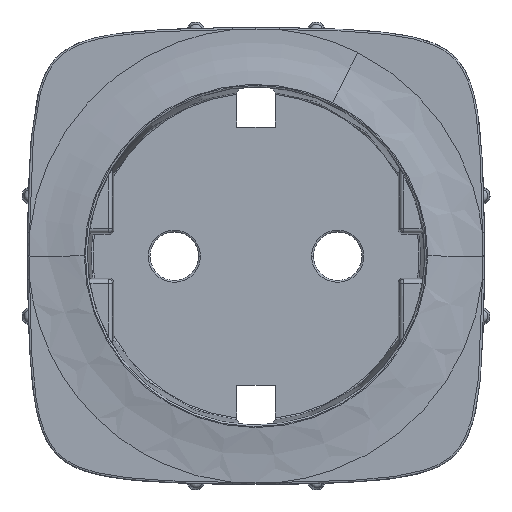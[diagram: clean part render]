
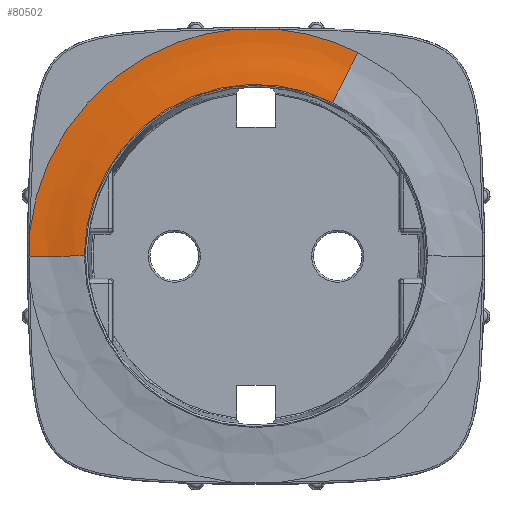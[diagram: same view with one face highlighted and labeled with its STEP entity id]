
A CAD part, top view. The second image highlights one B-rep face of the part: STEP entity #80502.
In plain terms, the highlighted free-form (B-spline) face has degree [5, 4] with [9, 5] control points.
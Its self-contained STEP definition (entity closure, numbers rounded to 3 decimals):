
#26124=AXIS2_PLACEMENT_3D('Circle Axis2P3D',#26122,#26123,$) ;
#26117=CARTESIAN_POINT('Vertex',(8.922,17.844,11.8)) ;
#26122=CARTESIAN_POINT('Axis2P3D Location',(0.,0.,11.8)) ;
#26126=CARTESIAN_POINT('Vertex',(-19.95,0.,11.8)) ;
#80342=CARTESIAN_POINT('Control Point',(-26.322,-0.005,11.)) ;
#80343=CARTESIAN_POINT('Control Point',(-25.04,-0.056,11.001)) ;
#80344=CARTESIAN_POINT('Control Point',(-23.773,-0.101,11.019)) ;
#80345=CARTESIAN_POINT('Control Point',(-22.507,-0.048,11.339)) ;
#80346=CARTESIAN_POINT('Control Point',(-21.233,0.051,11.8)) ;
#80347=CARTESIAN_POINT('Control Point',(-19.95,0.,11.8)) ;
#80348=CARTESIAN_POINT('Vertex',(-26.322,-0.005,11.)) ;
#80384=CARTESIAN_POINT('Control Point',(11.829,23.658,11.)) ;
#80385=CARTESIAN_POINT('Control Point',(11.097,22.193,11.)) ;
#80386=CARTESIAN_POINT('Control Point',(10.375,20.751,11.)) ;
#80387=CARTESIAN_POINT('Control Point',(9.654,19.308,11.8)) ;
#80388=CARTESIAN_POINT('Control Point',(8.922,17.844,11.8)) ;
#80389=CARTESIAN_POINT('Control Point',(5.408,26.868,11.)) ;
#80390=CARTESIAN_POINT('Control Point',(5.073,25.205,11.)) ;
#80391=CARTESIAN_POINT('Control Point',(4.743,23.567,11.)) ;
#80392=CARTESIAN_POINT('Control Point',(4.413,21.929,11.8)) ;
#80393=CARTESIAN_POINT('Control Point',(4.079,20.265,11.8)) ;
#80394=CARTESIAN_POINT('Control Point',(-2.103,27.9,11.)) ;
#80395=CARTESIAN_POINT('Control Point',(-2.032,26.203,11.)) ;
#80396=CARTESIAN_POINT('Control Point',(-1.963,24.531,11.)) ;
#80397=CARTESIAN_POINT('Control Point',(-1.657,22.741,11.8)) ;
#80398=CARTESIAN_POINT('Control Point',(-1.586,21.044,11.8)) ;
#80399=CARTESIAN_POINT('Control Point',(-9.688,26.25,11.)) ;
#80400=CARTESIAN_POINT('Control Point',(-9.217,24.592,11.)) ;
#80401=CARTESIAN_POINT('Control Point',(-8.755,22.969,11.)) ;
#80402=CARTESIAN_POINT('Control Point',(-7.778,21.457,11.8)) ;
#80403=CARTESIAN_POINT('Control Point',(-7.307,19.799,11.8)) ;
#80404=CARTESIAN_POINT('Control Point',(-19.288,20.158,11.)) ;
#80405=CARTESIAN_POINT('Control Point',(-18.204,18.807,11.)) ;
#80406=CARTESIAN_POINT('Control Point',(-17.145,17.486,11.)) ;
#80407=CARTESIAN_POINT('Control Point',(-15.632,16.556,11.8)) ;
#80408=CARTESIAN_POINT('Control Point',(-14.548,15.204,11.8)) ;
#80409=CARTESIAN_POINT('Control Point',(-24.622,10.629,11.)) ;
#80410=CARTESIAN_POINT('Control Point',(-23.145,9.867,11.)) ;
#80411=CARTESIAN_POINT('Control Point',(-21.696,9.119,11.)) ;
#80412=CARTESIAN_POINT('Control Point',(-20.049,8.779,11.8)) ;
#80413=CARTESIAN_POINT('Control Point',(-18.572,8.017,11.8)) ;
#80414=CARTESIAN_POINT('Control Point',(-25.841,7.18,11.)) ;
#80415=CARTESIAN_POINT('Control Point',(-24.267,6.641,11.)) ;
#80416=CARTESIAN_POINT('Control Point',(-22.722,6.111,11.)) ;
#80417=CARTESIAN_POINT('Control Point',(-21.064,5.955,11.8)) ;
#80418=CARTESIAN_POINT('Control Point',(-19.491,5.416,11.8)) ;
#80419=CARTESIAN_POINT('Control Point',(-26.45,3.59,11.)) ;
#80420=CARTESIAN_POINT('Control Point',(-24.824,3.288,11.)) ;
#80421=CARTESIAN_POINT('Control Point',(-23.225,2.99,11.)) ;
#80422=CARTESIAN_POINT('Control Point',(-21.576,3.011,11.8)) ;
#80423=CARTESIAN_POINT('Control Point',(-19.95,2.708,11.8)) ;
#80424=CARTESIAN_POINT('Control Point',(-26.45,0.,11.)) ;
#80425=CARTESIAN_POINT('Control Point',(-24.814,-0.066,11.)) ;
#80426=CARTESIAN_POINT('Control Point',(-23.205,-0.13,11.)) ;
#80427=CARTESIAN_POINT('Control Point',(-21.586,0.066,11.8)) ;
#80428=CARTESIAN_POINT('Control Point',(-19.95,0.,11.8)) ;
#80430=CARTESIAN_POINT('Control Point',(-26.312,2.696,11.)) ;
#80431=CARTESIAN_POINT('Control Point',(-26.001,5.73,11.)) ;
#80432=CARTESIAN_POINT('Control Point',(-25.253,8.718,11.)) ;
#80433=CARTESIAN_POINT('Control Point',(-24.077,11.575,11.)) ;
#80434=CARTESIAN_POINT('Control Point',(-20.351,17.859,11.)) ;
#80435=CARTESIAN_POINT('Control Point',(-14.701,22.593,11.)) ;
#80436=CARTESIAN_POINT('Control Point',(-10.928,24.639,11.)) ;
#80437=CARTESIAN_POINT('Control Point',(-6.856,25.886,11.)) ;
#80438=CARTESIAN_POINT('Control Point',(-2.699,26.312,11.)) ;
#80439=CARTESIAN_POINT('Vertex',(-26.312,2.696,11.)) ;
#80441=CARTESIAN_POINT('Vertex',(-2.699,26.312,11.)) ;
#80445=CARTESIAN_POINT('Control Point',(-26.312,2.696,11.)) ;
#80446=CARTESIAN_POINT('Control Point',(-26.319,1.793,11.)) ;
#80447=CARTESIAN_POINT('Control Point',(-26.322,0.896,11.)) ;
#80448=CARTESIAN_POINT('Control Point',(-26.322,0.,11.)) ;
#80449=CARTESIAN_POINT('Vertex',(-26.322,0.,11.)) ;
#80453=CARTESIAN_POINT('Control Point',(-26.322,0.,11.)) ;
#80454=CARTESIAN_POINT('Control Point',(-26.322,-0.003,11.)) ;
#80455=CARTESIAN_POINT('Control Point',(-26.322,-0.005,11.)) ;
#80458=CARTESIAN_POINT('Control Point',(11.829,23.658,11.)) ;
#80459=CARTESIAN_POINT('Control Point',(11.243,22.486,11.)) ;
#80460=CARTESIAN_POINT('Control Point',(10.664,21.328,11.)) ;
#80461=CARTESIAN_POINT('Control Point',(10.087,20.174,11.32)) ;
#80462=CARTESIAN_POINT('Control Point',(9.508,19.015,11.8)) ;
#80463=CARTESIAN_POINT('Control Point',(8.922,17.844,11.8)) ;
#80464=CARTESIAN_POINT('Vertex',(11.829,23.658,11.)) ;
#80468=CARTESIAN_POINT('Control Point',(2.696,26.312,11.)) ;
#80469=CARTESIAN_POINT('Control Point',(4.597,26.118,11.)) ;
#80470=CARTESIAN_POINT('Control Point',(6.482,25.751,11.)) ;
#80471=CARTESIAN_POINT('Control Point',(8.329,25.214,11.)) ;
#80472=CARTESIAN_POINT('Control Point',(10.117,24.513,11.)) ;
#80473=CARTESIAN_POINT('Control Point',(11.829,23.658,11.)) ;
#80474=CARTESIAN_POINT('Vertex',(2.696,26.312,11.)) ;
#80478=CARTESIAN_POINT('Control Point',(2.696,26.312,11.)) ;
#80479=CARTESIAN_POINT('Control Point',(1.802,26.319,11.)) ;
#80480=CARTESIAN_POINT('Control Point',(0.901,26.322,11.)) ;
#80481=CARTESIAN_POINT('Control Point',(0.,26.322,11.)) ;
#80482=CARTESIAN_POINT('Vertex',(0.,26.322,11.)) ;
#80486=CARTESIAN_POINT('Control Point',(0.,26.322,11.)) ;
#80487=CARTESIAN_POINT('Control Point',(-0.904,26.322,11.)) ;
#80488=CARTESIAN_POINT('Control Point',(-1.807,26.319,11.)) ;
#80489=CARTESIAN_POINT('Control Point',(-2.699,26.312,11.)) ;
#26123=DIRECTION('Axis2P3D Direction',(0.,0.,-1.)) ;
#80492=ORIENTED_EDGE('',*,*,#80443,.F.) ;
#80493=ORIENTED_EDGE('',*,*,#80451,.T.) ;
#80494=ORIENTED_EDGE('',*,*,#80456,.T.) ;
#80495=ORIENTED_EDGE('',*,*,#80350,.T.) ;
#80496=ORIENTED_EDGE('',*,*,#26128,.T.) ;
#80497=ORIENTED_EDGE('',*,*,#80466,.F.) ;
#80498=ORIENTED_EDGE('',*,*,#80476,.F.) ;
#80499=ORIENTED_EDGE('',*,*,#80484,.T.) ;
#80500=ORIENTED_EDGE('',*,*,#80490,.T.) ;
#80502=ADVANCED_FACE('PartBody',(#80501),#80383,.T.) ;
#80341=B_SPLINE_CURVE_WITH_KNOTS('',5,(#80342,#80343,#80344,#80345,#80346,#80347),.UNSPECIFIED.,.F.,.U.,(6,6),(0.128,6.549),.UNSPECIFIED.) ;
#80429=B_SPLINE_CURVE_WITH_KNOTS('',5,(#80430,#80431,#80432,#80433,#80434,#80435,#80436,#80437,#80438),.UNSPECIFIED.,.F.,.U.,(6,3,6),(-21.34,-7.924,10.515),.UNSPECIFIED.) ;
#80444=B_SPLINE_CURVE_WITH_KNOTS('',3,(#80445,#80446,#80447,#80448),.UNSPECIFIED.,.F.,.U.,(4,4),(173.144,180.938),.UNSPECIFIED.) ;
#80452=B_SPLINE_CURVE_WITH_KNOTS('',2,(#80453,#80454,#80455),.UNSPECIFIED.,.F.,.U.,(3,3),(42.493,42.508),.UNSPECIFIED.) ;
#80457=B_SPLINE_CURVE_WITH_KNOTS('',5,(#80458,#80459,#80460,#80461,#80462,#80463),.UNSPECIFIED.,.F.,.U.,(6,6),(0.,6.549),.UNSPECIFIED.) ;
#80467=B_SPLINE_CURVE_WITH_KNOTS('',5,(#80468,#80469,#80470,#80471,#80472,#80473),.UNSPECIFIED.,.F.,.U.,(6,6),(15.283,23.715),.UNSPECIFIED.) ;
#80477=B_SPLINE_CURVE_WITH_KNOTS('',3,(#80478,#80479,#80480,#80481),.UNSPECIFIED.,.F.,.U.,(4,4),(116.02,123.863),.UNSPECIFIED.) ;
#80485=B_SPLINE_CURVE_WITH_KNOTS('',3,(#80486,#80487,#80488,#80489),.UNSPECIFIED.,.F.,.U.,(4,4),(42.533,50.402),.UNSPECIFIED.) ;
#80383=B_SPLINE_SURFACE_WITH_KNOTS('',5,4,((#80384,#80385,#80386,#80387,#80388),(#80389,#80390,#80391,#80392,#80393),(#80394,#80395,#80396,#80397,#80398),(#80399,#80400,#80401,#80402,#80403),(#80404,#80405,#80406,#80407,#80408),(#80409,#80410,#80411,#80412,#80413),(#80414,#80415,#80416,#80417,#80418),(#80419,#80420,#80421,#80422,#80423),(#80424,#80425,#80426,#80427,#80428)),.UNSPECIFIED.,.F.,.F.,.U.,(6,3,6),(5,5),(0.,31.639,47.43),(0.,6.549),.UNSPECIFIED.) ;
#26125=CIRCLE('generated circle',#26124,19.95) ;
#26128=EDGE_CURVE('',#26127,#26118,#26125,.T.) ;
#80350=EDGE_CURVE('',#80349,#26127,#80341,.T.) ;
#80443=EDGE_CURVE('',#80440,#80442,#80429,.T.) ;
#80451=EDGE_CURVE('',#80440,#80450,#80444,.T.) ;
#80456=EDGE_CURVE('',#80450,#80349,#80452,.T.) ;
#80466=EDGE_CURVE('',#80465,#26118,#80457,.T.) ;
#80476=EDGE_CURVE('',#80475,#80465,#80467,.T.) ;
#80484=EDGE_CURVE('',#80475,#80483,#80477,.T.) ;
#80490=EDGE_CURVE('',#80483,#80442,#80485,.T.) ;
#80491=EDGE_LOOP('',(#80492,#80493,#80494,#80495,#80496,#80497,#80498,#80499,#80500)) ;
#80501=FACE_OUTER_BOUND('',#80491,.T.) ;
#26118=VERTEX_POINT('',#26117) ;
#26127=VERTEX_POINT('',#26126) ;
#80349=VERTEX_POINT('',#80348) ;
#80440=VERTEX_POINT('',#80439) ;
#80442=VERTEX_POINT('',#80441) ;
#80450=VERTEX_POINT('',#80449) ;
#80465=VERTEX_POINT('',#80464) ;
#80475=VERTEX_POINT('',#80474) ;
#80483=VERTEX_POINT('',#80482) ;
